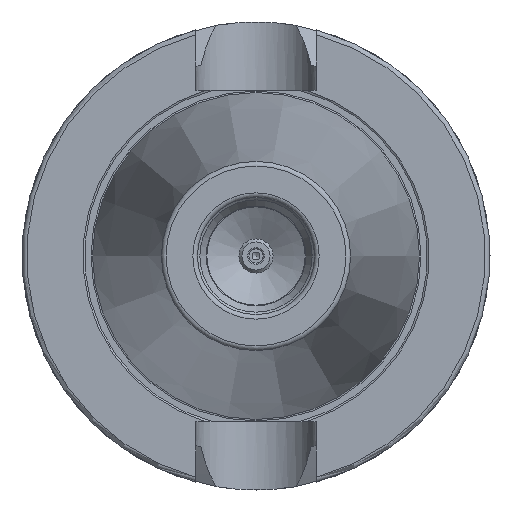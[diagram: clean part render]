
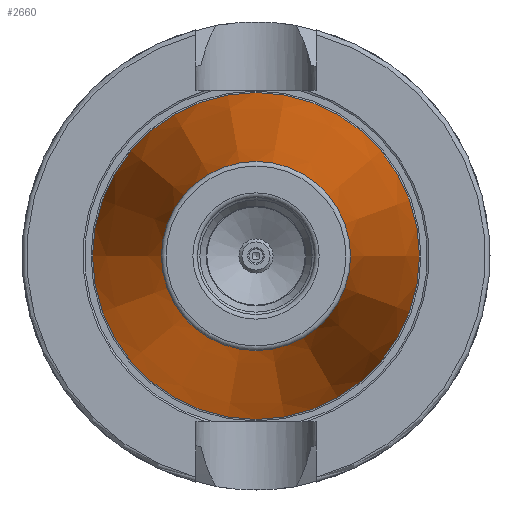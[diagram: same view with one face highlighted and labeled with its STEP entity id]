
A CAD part, left-side view. The second image highlights one B-rep face of the part: STEP entity #2660.
In plain terms, the highlighted conical face has half-angle 8.297 degrees and reference radius 27.564 mm.
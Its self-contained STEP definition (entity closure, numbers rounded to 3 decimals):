
#2626=CARTESIAN_POINT('',(-100.944,20.204,0.0));
#2627=VERTEX_POINT('',#2626);
#2628=CARTESIAN_POINT('',(-100.944,0.0,0.0));
#2629=DIRECTION('',(1.0,0.0,0.0));
#2630=DIRECTION('',(0.0,1.0,0.0));
#2631=AXIS2_PLACEMENT_3D('',#2628,#2629,#2630);
#2632=CIRCLE('',#2631,20.204);
#2633=EDGE_CURVE('',#2627,#2627,#2632,.T.);
#2641=CARTESIAN_POINT('',(-50.472,0.0,0.0));
#2642=DIRECTION('',(1.0,0.0,0.0));
#2643=DIRECTION('',(0.0,1.0,0.0));
#2644=AXIS2_PLACEMENT_3D('',#2641,#2642,#2643);
#2645=CONICAL_SURFACE('',#2644,27.564,8.297);
#2646=CARTESIAN_POINT('',(0.0,34.925,0.0));
#2647=VERTEX_POINT('',#2646);
#2648=CARTESIAN_POINT('',(0.0,0.0,0.0));
#2649=DIRECTION('',(1.0,0.0,0.0));
#2650=DIRECTION('',(0.0,1.0,0.0));
#2651=AXIS2_PLACEMENT_3D('',#2648,#2649,#2650);
#2652=CIRCLE('',#2651,34.925);
#2653=EDGE_CURVE('',#2647,#2647,#2652,.T.);
#2654=ORIENTED_EDGE('',*,*,#2653,.F.);
#2655=EDGE_LOOP('',(#2654));
#2656=FACE_OUTER_BOUND('',#2655,.T.);
#2657=ORIENTED_EDGE('',*,*,#2633,.T.);
#2658=EDGE_LOOP('',(#2657));
#2659=FACE_BOUND('',#2658,.T.);
#2660=ADVANCED_FACE('',(#2656,#2659),#2645,.T.);
